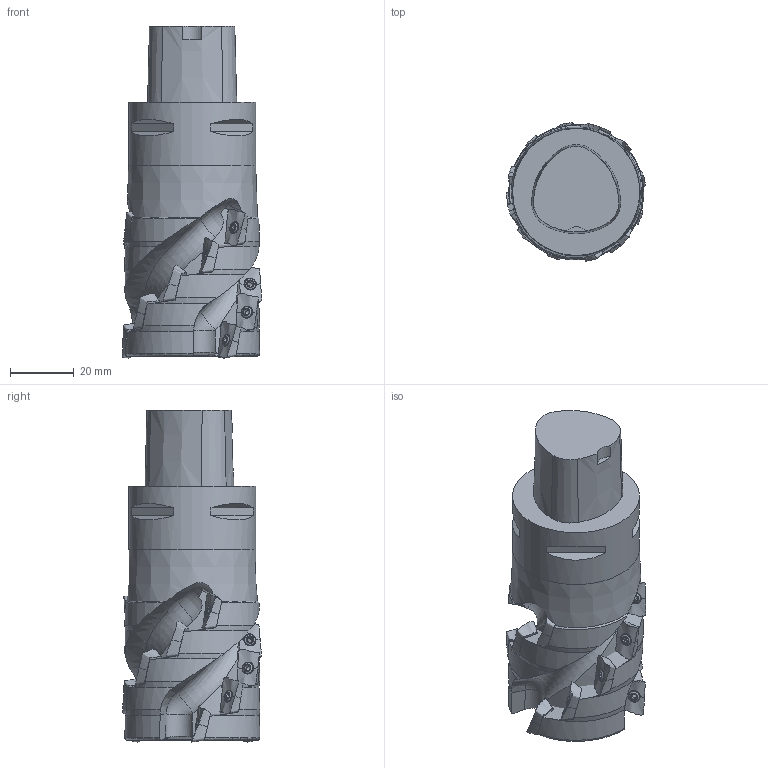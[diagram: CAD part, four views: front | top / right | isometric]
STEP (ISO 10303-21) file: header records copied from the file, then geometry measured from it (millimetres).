
FILE_DESCRIPTION(/* description */ (''),/* implementation_level */ '2;1');
FILE_NAME(/* name */ '1583809668627.stp',/* time_stamp */ '2020-03-10T08:38:05+05:00',/* author */ (''),/* organization */ ('SMS'),/* preprocessor_version */ 'ST-DEVELOPER v16.7',/* originating_system */ 'SIEMENS PLM Software NX 12.0',/* authorisation */ '');
FILE_SCHEMA (('AUTOMOTIVE_DESIGN { 1 0 10303 214 3 1 1 1 }'));
Products named in the file (4): ASSEMBLY_CONSTRUCTION; 201207134mod000_00; 202886408mod000_00; 202886573mod000_00
Assembly tree (17 placements, depth 2):
  202886573mod000_00
    202886408mod000_00
    201207134mod000_00  x15
    ASSEMBLY_CONSTRUCTION
Bounding box: 43.85 x 43.7 x 104.5 mm (x, y, z)
Volume: 102547.2 mm3; surface area: 20997.4 mm2
Topology: 16 solids, 16 shells, 759 faces, 1845 edges, 1203 vertices
Faces by surface type: cylinder 230, plane 205, cone 164, bspline 84, torus 55, sphere 15, revolution 6
Full cylindrical faces by diameter (mm): 2.5 x15, 2.8 x15, 3.45 x15, 40 x1
Entity records: 43022 total; most frequent: CARTESIAN_POINT 30279, ORIENTED_EDGE 2584, DIRECTION 2520, EDGE_CURVE 1292, AXIS2_PLACEMENT_3D 1150, VERTEX_POINT 851, EDGE_LOOP 668, ADVANCED_FACE 563
